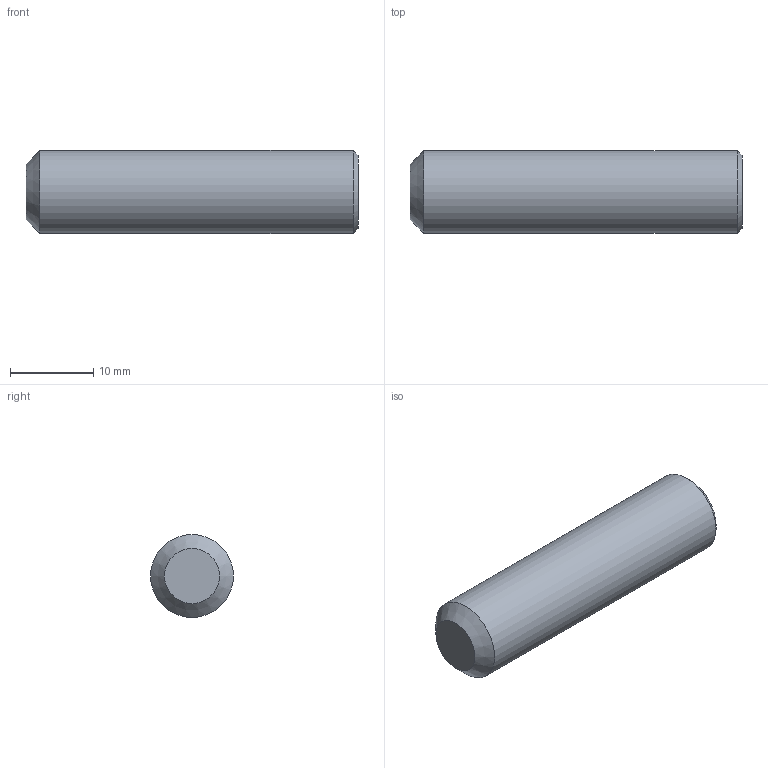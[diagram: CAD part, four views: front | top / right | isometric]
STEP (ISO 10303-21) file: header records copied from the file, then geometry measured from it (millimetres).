
FILE_DESCRIPTION (( 'STEP AP203' ), '1' );
FILE_NAME ('58301-240-40.step', '2019-12-16T13:58:18', ( '' ), ( '' ), 'SwSTEP 2.0', 'SolidWorks 2015', '' );
FILE_SCHEMA (( 'CONFIG_CONTROL_DESIGN' ));
Length unit declared in the file: millimetre
Products named in the file (2): 58301-240-40
Bounding box: 40 x 10 x 10 mm (x, y, z)
Volume: 2957 mm3; surface area: 1476.3 mm2
Topology: 1 solids, 1 shells, 291 faces, 770 edges, 512 vertices
Faces by surface type: plane 152, bspline 135, cone 3, cylinder 1
Full cylindrical faces by diameter (mm): 10 x1
Entity records: 17217 total; most frequent: CARTESIAN_POINT 10795, ORIENTED_EDGE 1526, DIRECTION 819, EDGE_CURVE 763, VERTEX_POINT 508, LINE 483, VECTOR 483, EDGE_LOOP 325
